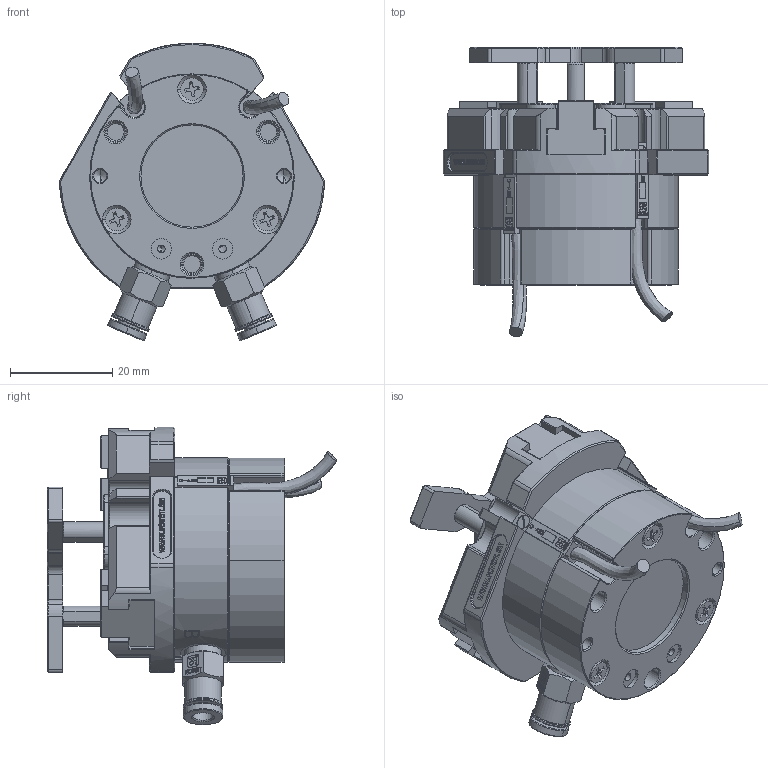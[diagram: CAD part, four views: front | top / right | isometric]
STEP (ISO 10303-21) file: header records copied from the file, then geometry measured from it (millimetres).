
FILE_DESCRIPTION (( 'STEP AP203' ), '1' );
FILE_NAME ('FY-JGZ Plus-40-1-AS.STEP', '2023-10-03T05:35:30', ( 'User' ), ( 'Microsoft' ), 'SwSTEP 2.0', 'SolidWorks 2015', '' );
FILE_SCHEMA (( 'CONFIG_CONTROL_DESIGN' ));
Length unit declared in the file: millimetre
Products named in the file (14): ァ奪諉芛M5-苤; FY-JGZ Plus-40-1芢蹋啣; FY-JGZ Plus-40-1-AS; FY-JGZ Plus-40-1賑輸; cross recessed countersunk head screws gb2_GB_CROSS_SCREWS_TYPE10 M2X5-3.8-H1-N; FY-JGZ Plus-40-1-AS綴裔; cross recessed countersunk head screws gb2_GB_CROSS_SCREWS_TYPE10 M2.5X8-6.5-H1-N; FY-JGZ Plus-40-1褲极; 棠沺; 棠俶羲壽4.0X15; 1.5875; FY-JGZ Plus-40-1前盖; FY-JGZ Plus-40--1-AS 倰瘍梓; FY-JGZ Plus-40-1芢蹋裝
Assembly tree (30 placements, depth 2):
  FY-JGZ Plus-40-1-AS
    FY-JGZ Plus-40-1褲极
    棠俶羲壽4.0X15  x2
    FY-JGZ Plus-40-1前盖
    FY-JGZ Plus-40-1芢蹋裝  x3
    FY-JGZ Plus-40-1芢蹋啣
    FY-JGZ Plus-40-1賑輸  x3
    cross recessed countersunk head screws gb2_GB_CROSS_SCREWS_TYPE10 M2X5-3.8-H1-N  x6
    FY-JGZ Plus-40-1-AS綴裔
    cross recessed countersunk head screws gb2_GB_CROSS_SCREWS_TYPE10 M2.5X8-6.5-H1-N  x6
    棠沺
    1.5875
    FY-JGZ Plus-40--1-AS 倰瘍梓  x2
    ァ奪諉芛M5-苤  x2
Bounding box: 51.92 x 56.68 x 58.25 mm (x, y, z)
Volume: 48629.4 mm3; surface area: 25787 mm2
Topology: 30 solids, 41 shells, 3577 faces, 9285 edges, 6023 vertices
Faces by surface type: plane 1911, bspline 834, cylinder 471, cone 343, torus 16, sphere 2
Entity records: 112622 total; most frequent: CARTESIAN_POINT 53291, ORIENTED_EDGE 12994, DIRECTION 9714, EDGE_CURVE 6497, VERTEX_POINT 4233, VECTOR 4160, LINE 4160, AXIS2_PLACEMENT_3D 2777
